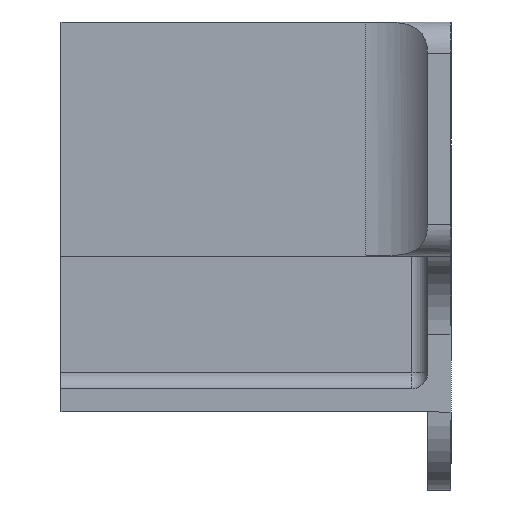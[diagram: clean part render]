
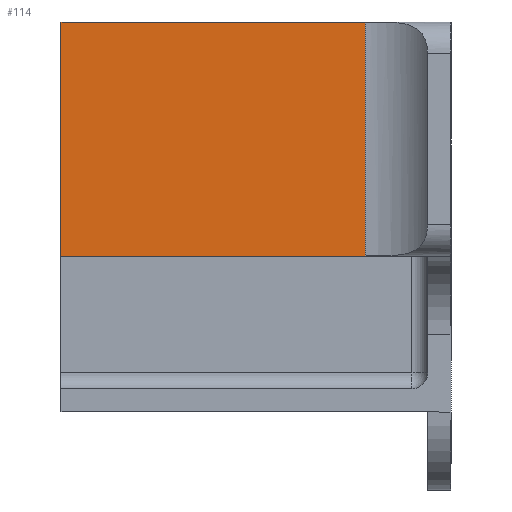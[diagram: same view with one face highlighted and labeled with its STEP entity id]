
A CAD part, left-side view. The second image highlights one B-rep face of the part: STEP entity #114.
In plain terms, the highlighted planar face has unit normal (-1, 0, 0).
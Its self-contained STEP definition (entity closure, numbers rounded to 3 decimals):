
#19 = DIRECTION ( 'NONE',  ( 0., -1., 0. ) ) ;
#65 = VERTEX_POINT ( 'NONE', #820 ) ;
#91 = ORIENTED_EDGE ( 'NONE', *, *, #185, .F. ) ;
#114 = ADVANCED_FACE ( 'NONE', ( #1107 ), #743, .T. ) ;
#185 = EDGE_CURVE ( 'NONE', #718, #65, #1015, .T. ) ;
#189 = DIRECTION ( 'NONE',  ( 0., -1., 0. ) ) ;
#238 = VECTOR ( 'NONE', #906, 1000. ) ;
#249 = LINE ( 'NONE', #688, #1259 ) ;
#270 = LINE ( 'NONE', #1132, #1411 ) ;
#276 = EDGE_CURVE ( 'NONE', #718, #1060, #1305, .T. ) ;
#277 = DIRECTION ( 'NONE',  ( -1., 0., 0. ) ) ;
#323 = DIRECTION ( 'NONE',  ( 0., 0., 1. ) ) ;
#367 = ORIENTED_EDGE ( 'NONE', *, *, #1130, .T. ) ;
#370 = DIRECTION ( 'NONE',  ( 0., 1., 0. ) ) ;
#471 = VECTOR ( 'NONE', #19, 1000. ) ;
#491 = EDGE_LOOP ( 'NONE', ( #91, #950, #1205, #367 ) ) ;
#688 = CARTESIAN_POINT ( 'NONE',  ( 0., 11., 0. ) ) ;
#718 = VERTEX_POINT ( 'NONE', #791 ) ;
#743 = PLANE ( 'NONE',  #1214 ) ;
#748 = EDGE_CURVE ( 'NONE', #1044, #1060, #270, .T. ) ;
#791 = CARTESIAN_POINT ( 'NONE',  ( 0., 50., 0. ) ) ;
#820 = CARTESIAN_POINT ( 'NONE',  ( 0., 11., 0. ) ) ;
#906 = DIRECTION ( 'NONE',  ( 0., 0., -1. ) ) ;
#950 = ORIENTED_EDGE ( 'NONE', *, *, #276, .T. ) ;
#987 = CARTESIAN_POINT ( 'NONE',  ( 0., 11., -30. ) ) ;
#1003 = CARTESIAN_POINT ( 'NONE',  ( 0., 0., 0. ) ) ;
#1015 = LINE ( 'NONE', #1003, #471 ) ;
#1044 = VERTEX_POINT ( 'NONE', #987 ) ;
#1060 = VERTEX_POINT ( 'NONE', #1297 ) ;
#1107 = FACE_OUTER_BOUND ( 'NONE', #491, .T. ) ;
#1130 = EDGE_CURVE ( 'NONE', #1044, #65, #249, .T. ) ;
#1132 = CARTESIAN_POINT ( 'NONE',  ( 0., 0., -30. ) ) ;
#1205 = ORIENTED_EDGE ( 'NONE', *, *, #748, .F. ) ;
#1214 = AXIS2_PLACEMENT_3D ( 'NONE', #1274, #277, #189 ) ;
#1222 = CARTESIAN_POINT ( 'NONE',  ( 0., 50., 30. ) ) ;
#1259 = VECTOR ( 'NONE', #323, 1000. ) ;
#1274 = CARTESIAN_POINT ( 'NONE',  ( 0., 0., 30. ) ) ;
#1297 = CARTESIAN_POINT ( 'NONE',  ( 0., 50., -30. ) ) ;
#1305 = LINE ( 'NONE', #1222, #238 ) ;
#1411 = VECTOR ( 'NONE', #370, 1000. ) ;
